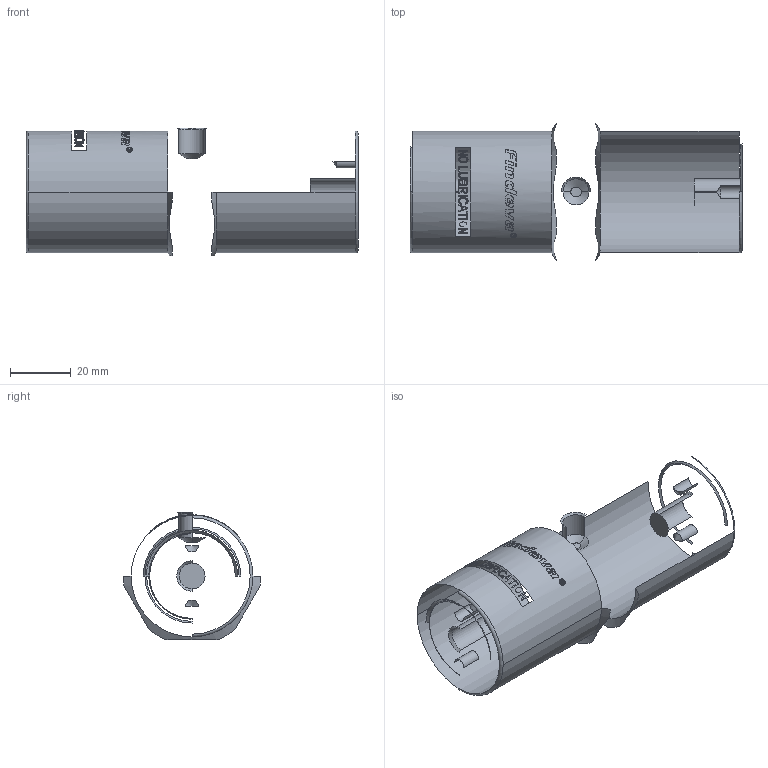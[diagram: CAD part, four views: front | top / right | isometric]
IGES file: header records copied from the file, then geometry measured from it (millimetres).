
Global section: file name: No Iges File Name specified; native system: Autodesk Inventor 2011; preprocessor: AutoDesk Inventor Iges Exporter R2011; author: Petr; date: 20120402.232913; units: millimetre
Bounding box: 109 x 45.1 x 42 mm (x, y, z)
Surface area: 9966.3 mm2 (no closed solid volume)
Topology: 0 solids, 0 shells, 299 faces, 856 edges, 589 vertices
Faces by surface type: bspline 149, plane 115, cylinder 29, cone 4, torus 2
